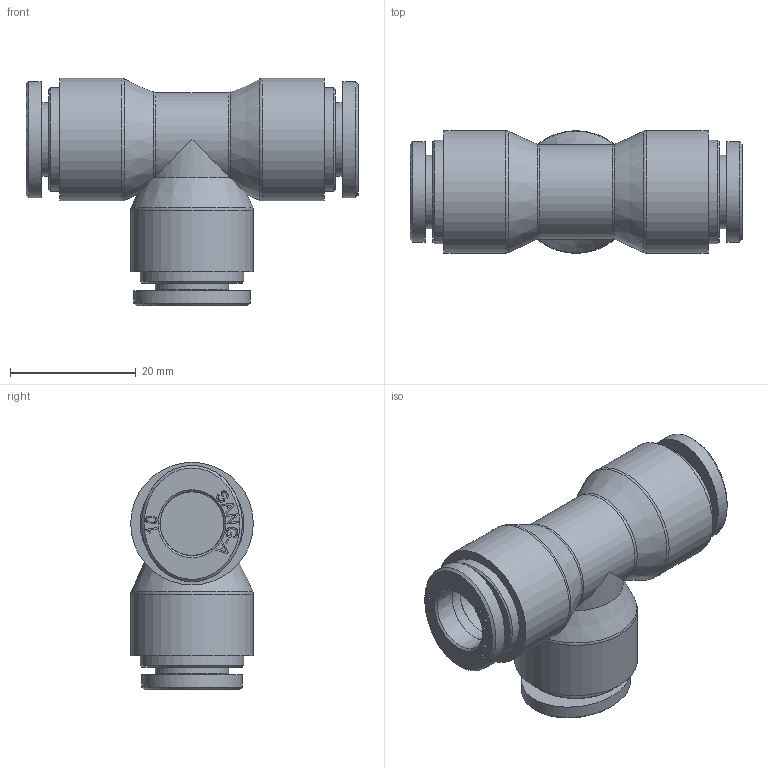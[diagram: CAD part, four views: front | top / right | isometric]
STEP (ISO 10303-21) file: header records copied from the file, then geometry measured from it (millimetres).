
FILE_DESCRIPTION((''),'2;1');
FILE_NAME('HR-PUT 10.stp','2020-03-19T14:16:30',('user'),(''),'Autodesk Inventor 2013','Autodesk Inventor 2013','');
FILE_SCHEMA(('AUTOMOTIVE_DESIGN { 1 0 10303 214 1 1 1 1 }'));
Length unit declared in the file: millimetre
Products named in the file (5): 조립품1; HR-PUT 10 BODY; HR-COLLAR 10; HR-Collar 10L(SUS); HR-SLEEVE 10
Assembly tree (6 placements, depth 3):
  조립품1
    HR-PUT 10 BODY
    HR-COLLAR 10  x3
      HR-Collar 10L(SUS)
      HR-SLEEVE 10
Bounding box: 52.8 x 19.5 x 36.15 mm (x, y, z)
Volume: 12863.3 mm3; surface area: 8343.7 mm2
Topology: 7 solids, 7 shells, 363 faces, 916 edges, 606 vertices
Faces by surface type: plane 201, bspline 123, cylinder 18, cone 15, torus 6
Full cylindrical faces by diameter (mm): 10.15 x3, 10.2 x3, 11.7 x3, 16.5 x3, 19.5 x3
Entity records: 4385 total; most frequent: CARTESIAN_POINT 1343, ORIENTED_EDGE 626, DIRECTION 481, EDGE_CURVE 313, VERTEX_POINT 217, VECTOR 187, LINE 187, EDGE_LOOP 176
